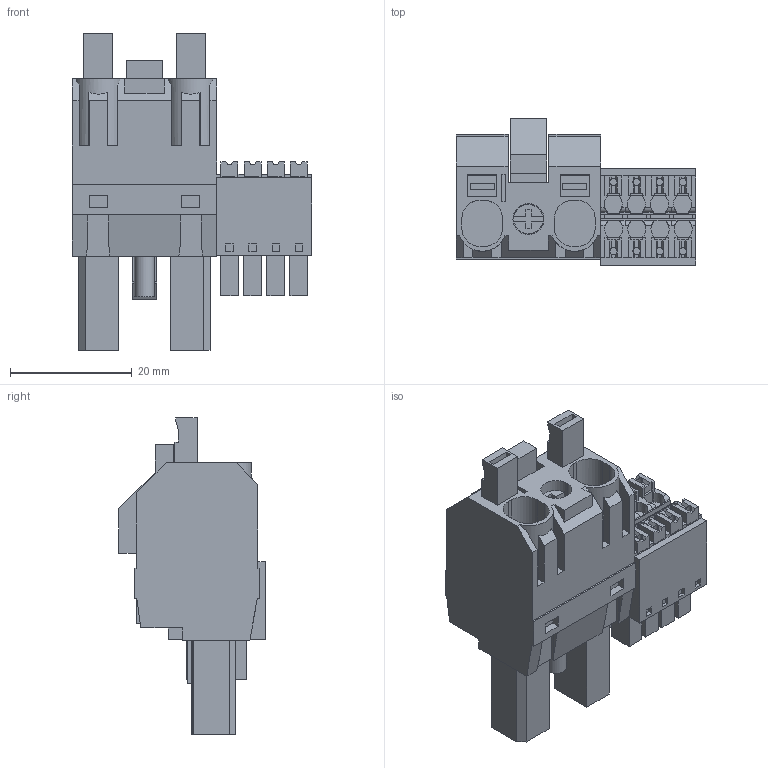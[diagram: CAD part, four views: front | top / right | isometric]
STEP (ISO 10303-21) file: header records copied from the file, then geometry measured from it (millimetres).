
FILE_DESCRIPTION(('CATIA V5 STEP Exchange','CAx-IF Rec.Pracs.--- Model Styling and Organization---1.4--- 2014-01-23'),'2;1');
FILE_NAME ('215537-2_0_2629030000_2629030000.stp','2023-09-07T12:39:39+00:00',('none'),('Weidmueller'),'CATIA Version 5-6 Release 2016 SP3 HF44','CATIA V5 STEP AP214','none');
FILE_SCHEMA(('AUTOMOTIVE_DESIGN { 1 0 10303 214 1 1 1 1 }'));
Length unit declared in the file: millimetre
Products named in the file (1): 2629030000
Bounding box: 39.41 x 24.13 x 52.11 mm (x, y, z)
Volume: 17105 mm3; surface area: 10862.2 mm2
Topology: 13 solids, 13 shells, 747 faces, 2045 edges, 1357 vertices
Faces by surface type: plane 657, cylinder 90
Entity records: 22196 total; most frequent: CARTESIAN_POINT 4357, ORIENTED_EDGE 4090, DIRECTION 2934, EDGE_CURVE 2045, VECTOR 1769, LINE 1769, VERTEX_POINT 1357, EDGE_LOOP 798
